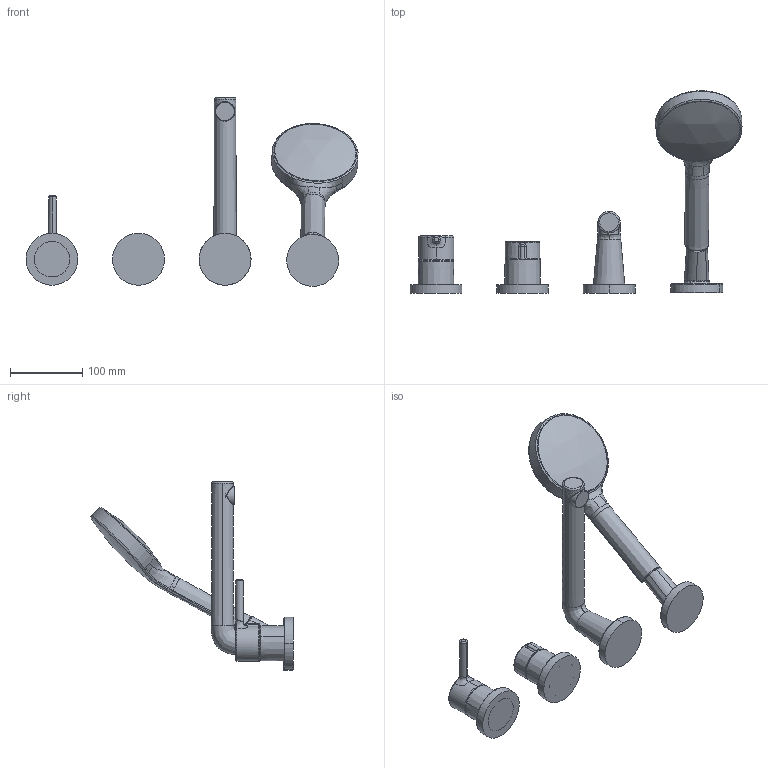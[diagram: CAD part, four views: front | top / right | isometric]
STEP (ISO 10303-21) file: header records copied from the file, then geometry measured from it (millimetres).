
FILE_DESCRIPTION (( 'STEP AP203' ), '1' );
FILE_NAME ('54719007(2022).STEP', '2021-12-31T10:37:49', ( '' ), ( '' ), 'SwSTEP 2.0', 'SolidWorks 2016', '' );
FILE_SCHEMA (( 'CONFIG_CONTROL_DESIGN' ));
Length unit declared in the file: millimetre
Products named in the file (1): 54719007(2022)
Bounding box: 460.29 x 280.36 x 261.5 mm (x, y, z)
Volume: 1231475.5 mm3; surface area: 173625 mm2
Topology: 12 solids, 12 shells, 168 faces, 369 edges, 230 vertices
Faces by surface type: bspline 77, plane 30, cylinder 28, cone 19, torus 8, sphere 6
Entity records: 15122 total; most frequent: CARTESIAN_POINT 11820, ORIENTED_EDGE 736, DIRECTION 569, EDGE_CURVE 368, AXIS2_PLACEMENT_3D 256, VERTEX_POINT 230, EDGE_LOOP 174, ADVANCED_FACE 168
